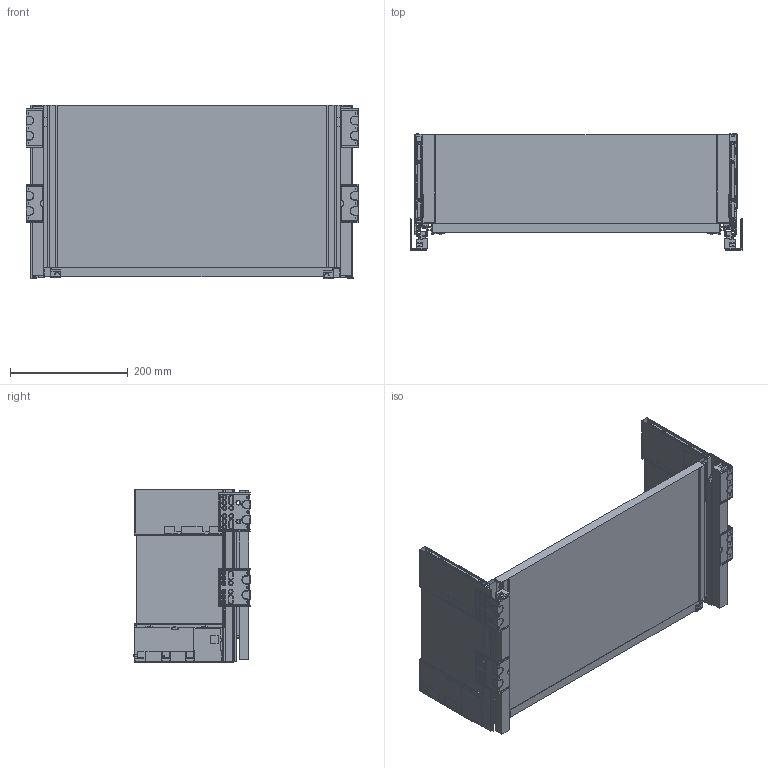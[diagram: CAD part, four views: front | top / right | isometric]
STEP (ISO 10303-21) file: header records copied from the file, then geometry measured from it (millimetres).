
FILE_DESCRIPTION(/* description */ (''),/* implementation_level */ '2;1');
FILE_NAME(/* name */ 'AXIS PRO GLASS 167_300.stp',/* time_stamp */ '2023-08-08T13:13:16+02:00',/* author */ ('tomaszw'),/* organization */ (''),/* preprocessor_version */ 'ST-DEVELOPER v19.2',/* originating_system */ 'Autodesk Inventor 2023',/* authorisation */ '');
FILE_SCHEMA (('AUTOMOTIVE_DESIGN { 1 0 10303 214 3 1 1 }'));
Products named in the file (2): AXIS PRO GLASS; AXIS PRO GLASS_167_300
Assembly tree (1 placements, depth 2):
  AXIS PRO GLASS
    AXIS PRO GLASS_167_300
Bounding box: 563.9 x 197.45 x 295.26 mm (x, y, z)
Volume: 4468237.2 mm3; surface area: 1239243.9 mm2
Topology: 41 solids, 41 shells, 3769 faces, 10399 edges, 6693 vertices
Faces by surface type: plane 2430, cylinder 782, bspline 320, sphere 114, cone 95, torus 28
Full cylindrical faces by diameter (mm): 2.4 x4, 2.5 x14, 2.8 x8, 2.9 x2, 3.8 x4, 4 x17, 6 x36, 7 x3, 8.8 x8, 10 x8, 10.4 x4
Entity records: 181936 total; most frequent: CARTESIAN_POINT 83140, ORIENTED_EDGE 20720, DIRECTION 18286, EDGE_CURVE 10360, LINE 7696, VECTOR 7696, VERTEX_POINT 6717, AXIS2_PLACEMENT_3D 5295
